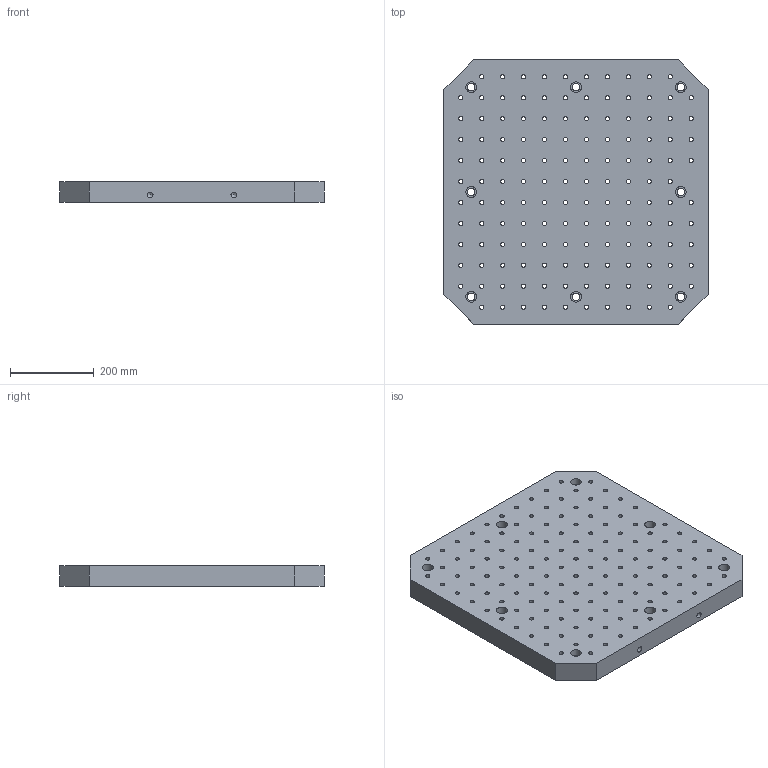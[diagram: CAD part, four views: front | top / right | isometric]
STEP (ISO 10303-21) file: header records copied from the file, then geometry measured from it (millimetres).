
FILE_DESCRIPTION( ( 'Unknown' ), '1' );
FILE_NAME( 'BP05-50630-0630-12.stp', 'Unknown', ( 'S.C.H' ), ( 'Unknown' ), 'XStep 1.0', 'Unknown', ' ' );
FILE_SCHEMA( ( 'CONFIG_CONTROL_DESIGN' ) );
Length unit declared in the file: millimetre
Products named in the file (1): 1
Bounding box: 630 x 630 x 50 mm (x, y, z)
Volume: 18642521 mm3; surface area: 1116456.6 mm2
Topology: 1 solids, 1 shells, 179 faces, 654 edges, 485 vertices
Faces by surface type: cylinder 158, plane 18, cone 3
Full cylindrical faces by diameter (mm): 10.106 x139, 14 x3, 18 x8, 26 x8
Entity records: 5782 total; most frequent: DIRECTION 1016, CARTESIAN_POINT 855, ORIENTED_EDGE 680, EDGE_LOOP 642, AXIS2_PLACEMENT_3D 496, EDGE_CURVE 340, FACE_OUTER_BOUND 337, VERTEX_POINT 335
